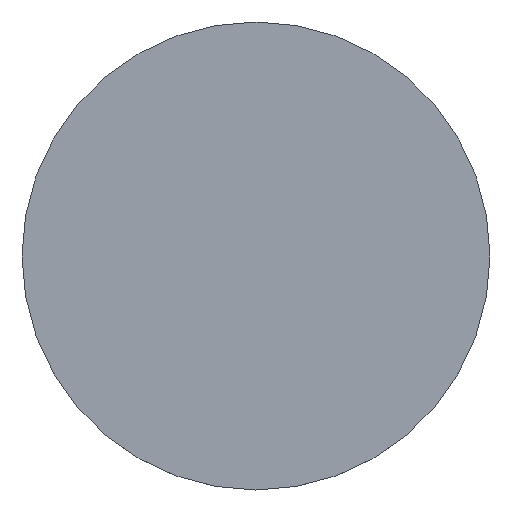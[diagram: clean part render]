
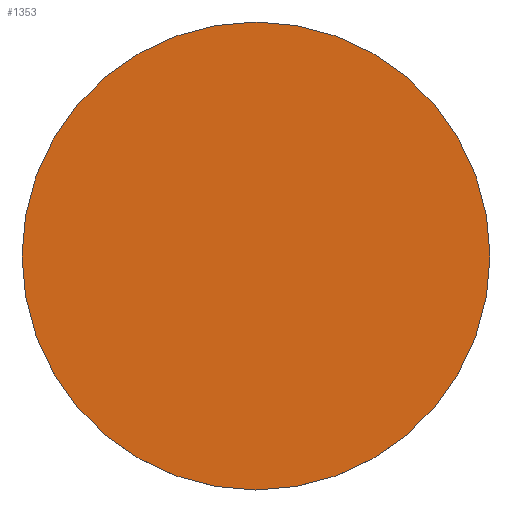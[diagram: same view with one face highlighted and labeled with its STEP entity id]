
A CAD part, top view. The second image highlights one B-rep face of the part: STEP entity #1353.
In plain terms, the highlighted planar face has unit normal (0, 0, 1).
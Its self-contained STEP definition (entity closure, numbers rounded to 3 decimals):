
#1353=ADVANCED_FACE('',(#2815),#2816,.T.);
#2815=FACE_OUTER_BOUND('',#4288,.T.);
#2816=PLANE('',#4289);
#4288=EDGE_LOOP('',(#8187));
#4289=AXIS2_PLACEMENT_3D('',#8188,#8189,#8190);
#8187=ORIENTED_EDGE('',*,*,#9839,.F.);
#8188=CARTESIAN_POINT('',(0.0,0.0,0.0));
#8189=DIRECTION('',(0.0,-0.0,1.0));
#8190=DIRECTION('',(1.0,0.0,0.0));
#9839=EDGE_CURVE('',#12091,#12091,#12092,.T.);
#12091=VERTEX_POINT('',#15228);
#12092=CIRCLE('',#15229,30.0);
#15228=CARTESIAN_POINT('',(-30.0,0.0,0.0));
#15229=AXIS2_PLACEMENT_3D('',#16755,#16756,#16757);
#16755=CARTESIAN_POINT('',(0.0,0.0,0.0));
#16756=DIRECTION('',(0.0,0.0,-1.0));
#16757=DIRECTION('',(-1.0,0.0,0.0));
